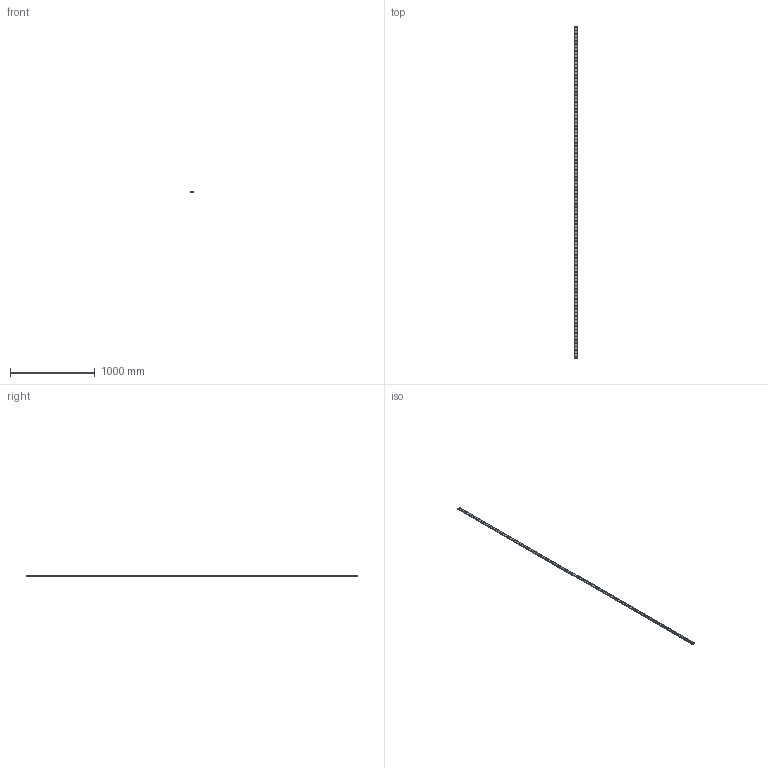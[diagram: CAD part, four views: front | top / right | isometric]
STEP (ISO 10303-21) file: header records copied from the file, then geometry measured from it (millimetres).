
FILE_DESCRIPTION(('STEP AP214'),'1');
FILE_NAME('cctmp_43395223-58E4-415F-8226-7E7180C14B32_2021_03_02_12_32_07_0414..stp','2021-03-02T11:32:08',('HIWIN GmbH'),('CADClick - www.CADClick.com'),'Spatial InterOp 3D',' ','unknown authorization');
FILE_SCHEMA(('AUTOMOTIVE_DESIGN'));
Length unit declared in the file: millimetre
Products named in the file (1): WER17R3910H_FILE
Bounding box: 33 x 3910 x 9.3 mm (x, y, z)
Volume: 1079854.2 mm3; surface area: 382118.4 mm2
Topology: 1 solids, 1 shells, 1867 faces, 3819 edges, 2546 vertices
Faces by surface type: cylinder 1194, plane 673
Entity records: 65301 total; most frequent: DIRECTION 9943, CARTESIAN_POINT 8233, ORIENTED_EDGE 7638, AXIS2_PLACEMENT_3D 4256, EDGE_CURVE 3819, VERTEX_POINT 2546, EDGE_LOOP 2459, CIRCLE 2388
